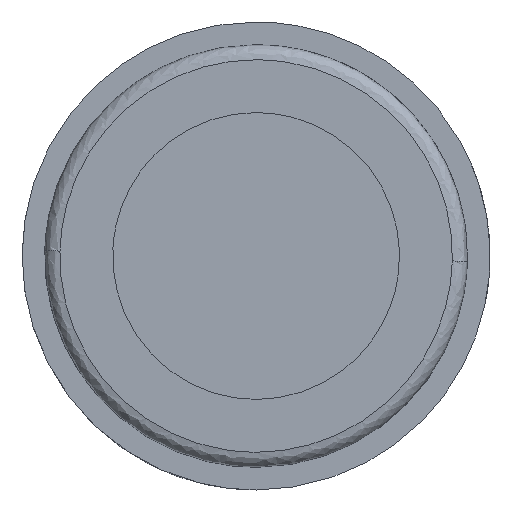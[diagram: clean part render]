
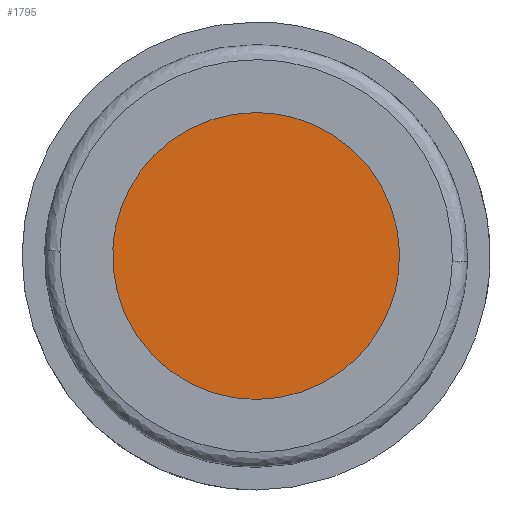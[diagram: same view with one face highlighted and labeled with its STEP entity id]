
A CAD part, front view. The second image highlights one B-rep face of the part: STEP entity #1795.
In plain terms, the highlighted free-form (B-spline) face has degree [1, 1] with [2, 2] control points.
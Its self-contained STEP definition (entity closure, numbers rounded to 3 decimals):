
#316=CARTESIAN_POINT('',(-9.482,9.8,0.58));
#317=VERTEX_POINT('',#316);
#323=CARTESIAN_POINT('',(0.0,9.8,9.5));
#324=VERTEX_POINT('',#323);
#325=CARTESIAN_POINT('',(0.0,9.8,9.5));
#326=CARTESIAN_POINT('',(-8.937,9.8,9.5));
#327=CARTESIAN_POINT('',(-9.482,9.8,0.58));
#335=(BOUNDED_CURVE()B_SPLINE_CURVE(2,(#325,#326,#327),.UNSPECIFIED.,.F.,.U.)B_SPLINE_CURVE_WITH_KNOTS((3,3),(0.5,0.739),.UNSPECIFIED.)CURVE()GEOMETRIC_REPRESENTATION_ITEM()RATIONAL_B_SPLINE_CURVE((1.0,0.72,0.976))REPRESENTATION_ITEM(''));
#336=EDGE_CURVE('',#324,#317,#335,.T.);
#338=CARTESIAN_POINT('',(9.434,9.8,-1.121));
#339=VERTEX_POINT('',#338);
#340=CARTESIAN_POINT('',(9.434,9.8,-1.121));
#341=CARTESIAN_POINT('',(9.5,9.8,-0.563));
#342=CARTESIAN_POINT('',(9.5,9.8,0.));
#343=CARTESIAN_POINT('',(9.5,9.8,9.5));
#344=CARTESIAN_POINT('',(0.0,9.8,9.5));
#352=(BOUNDED_CURVE()B_SPLINE_CURVE(2,(#340,#341,#342,#343,#344),.UNSPECIFIED.,.F.,.U.)B_SPLINE_CURVE_WITH_KNOTS((3,2,3),(0.23,0.25,0.5),.UNSPECIFIED.)CURVE()GEOMETRIC_REPRESENTATION_ITEM()RATIONAL_B_SPLINE_CURVE((0.956,0.976,1.0,0.707,1.0))REPRESENTATION_ITEM(''));
#353=EDGE_CURVE('',#339,#324,#352,.T.);
#397=CARTESIAN_POINT('',(0.0,9.8,-9.5));
#398=VERTEX_POINT('',#397);
#399=CARTESIAN_POINT('',(0.0,9.8,-9.5));
#400=CARTESIAN_POINT('',(8.438,9.8,-9.5));
#401=CARTESIAN_POINT('',(9.434,9.8,-1.121));
#409=(BOUNDED_CURVE()B_SPLINE_CURVE(2,(#399,#400,#401),.UNSPECIFIED.,.F.,.U.)B_SPLINE_CURVE_WITH_KNOTS((3,3),(0.0,0.23),.UNSPECIFIED.)CURVE()GEOMETRIC_REPRESENTATION_ITEM()RATIONAL_B_SPLINE_CURVE((1.0,0.731,0.956))REPRESENTATION_ITEM(''));
#410=EDGE_CURVE('',#398,#339,#409,.T.);
#412=CARTESIAN_POINT('',(-9.482,9.8,0.58));
#413=CARTESIAN_POINT('',(-9.5,9.8,0.29));
#414=CARTESIAN_POINT('',(-9.5,9.8,0.));
#415=CARTESIAN_POINT('',(-9.5,9.8,-9.5));
#416=CARTESIAN_POINT('',(0.0,9.8,-9.5));
#424=(BOUNDED_CURVE()B_SPLINE_CURVE(2,(#412,#413,#414,#415,#416),.UNSPECIFIED.,.F.,.U.)B_SPLINE_CURVE_WITH_KNOTS((3,2,3),(0.739,0.75,1.0),.UNSPECIFIED.)CURVE()GEOMETRIC_REPRESENTATION_ITEM()RATIONAL_B_SPLINE_CURVE((0.976,0.988,1.0,0.707,1.0))REPRESENTATION_ITEM(''));
#425=EDGE_CURVE('',#317,#398,#424,.T.);
#1784=CARTESIAN_POINT('',(-10.449,9.8,10.449));
#1785=CARTESIAN_POINT('',(-10.449,9.8,-10.449));
#1786=CARTESIAN_POINT('',(10.449,9.8,10.449));
#1787=CARTESIAN_POINT('',(10.449,9.8,-10.449));
#1788=B_SPLINE_SURFACE_WITH_KNOTS('',1,1,((#1784,#1786),(#1785,#1787)),.UNSPECIFIED.,.F.,.F.,.U.,(2,2),(2,2),(0.0,20.898),(0.0,20.898),.UNSPECIFIED.);
#1789=ORIENTED_EDGE('',*,*,#410,.T.);
#1790=ORIENTED_EDGE('',*,*,#353,.T.);
#1791=ORIENTED_EDGE('',*,*,#336,.T.);
#1792=ORIENTED_EDGE('',*,*,#425,.T.);
#1793=EDGE_LOOP('',(#1789,#1790,#1791,#1792));
#1794=FACE_OUTER_BOUND('',#1793,.T.);
#1795=ADVANCED_FACE('',(#1794),#1788,.T.);
